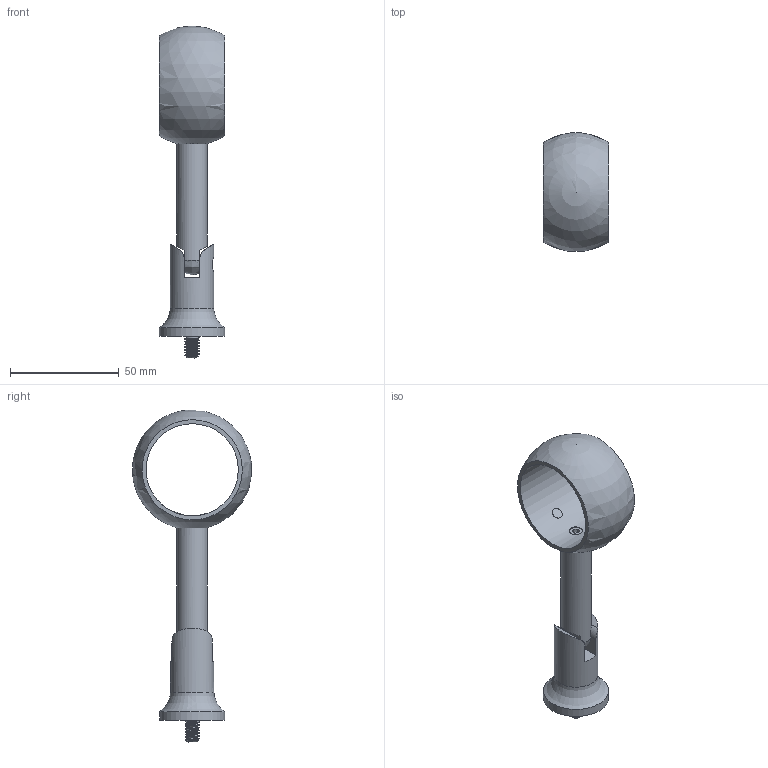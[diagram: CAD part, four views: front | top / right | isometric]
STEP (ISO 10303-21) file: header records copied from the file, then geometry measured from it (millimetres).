
FILE_DESCRIPTION(/* description */ (''),/* implementation_level */ '2;1');
FILE_NAME(/* name */ '1922_Cosch_Edelstahltechnik.stp',/* time_stamp */ '2019-01-12T14:05:20+01:00',/* author */ (''),/* organization */ (''),/* preprocessor_version */ 'ST-DEVELOPER v16',/* originating_system */ 'SIEMENS PLM Software NX 11.0',/* authorisation */ '');
FILE_SCHEMA (('AUTOMOTIVE_DESIGN { 1 0 10303 214 3 1 1 1 }'));
Length unit declared in the file: millimetre
Products named in the file (1): Goge3668951C7ra4
Bounding box: 30 x 54.72 x 152.6 mm (x, y, z)
Volume: 43543.7 mm3; surface area: 16629.8 mm2
Topology: 1 solids, 1 shells, 62 faces, 155 edges, 107 vertices
Faces by surface type: plane 40, cylinder 14, bspline 4, cone 2, sphere 1, torus 1
Full cylindrical faces by diameter (mm): 4.25 x2, 5 x2, 6 x1, 7.311 x1, 14 x1, 20 x1, 30 x1, 42.4 x1
Entity records: 4319 total; most frequent: CARTESIAN_POINT 2964, DIRECTION 251, ORIENTED_EDGE 248, EDGE_CURVE 124, EDGE_LOOP 90, VERTEX_POINT 90, AXIS2_PLACEMENT_3D 89, LINE 73
